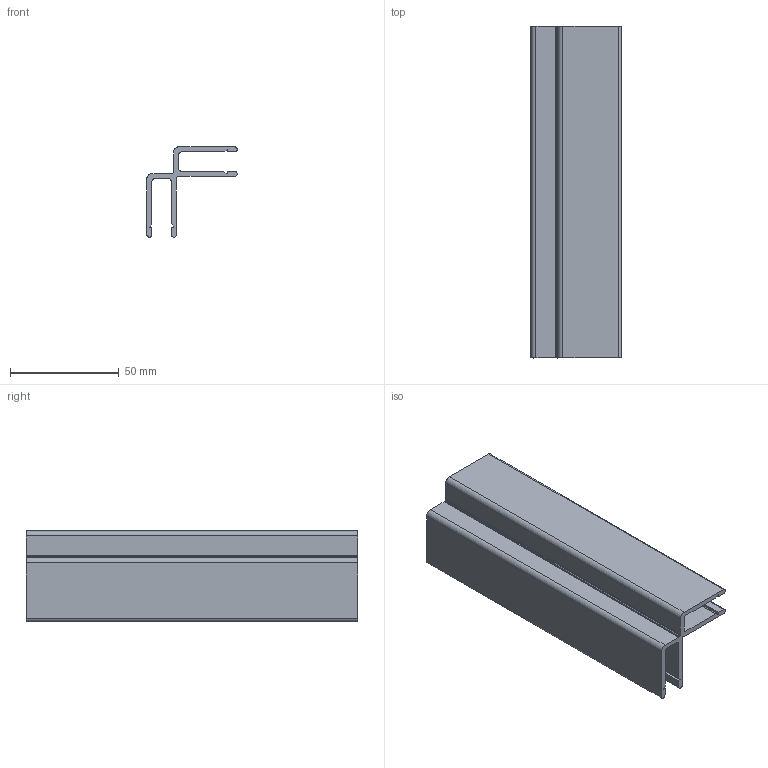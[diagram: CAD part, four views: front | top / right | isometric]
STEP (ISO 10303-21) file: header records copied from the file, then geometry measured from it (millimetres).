
FILE_DESCRIPTION(('', 'CAx-IF Rec.Pracs.---Representation and Presentation of Product Manufacturing Information (PMI)---4.0---2014-10-13'),'2;1');
FILE_NAME('SG1973.STP', '2023-03-15T14:22:12',(''), (''), 'Kubotek Kosmos Version 4.0.11086.11086', 'KeyCreator Pro', '');
FILE_SCHEMA(('AP242_MANAGED_MODEL_BASED_3D_ENGINEERING_MIM_LF { 1 0 10303 442 1 1 4 }'));
Length unit declared in the file: inch
Bounding box: 41.5 x 152.4 x 41.5 mm (x, y, z)
Volume: 47043.4 mm3; surface area: 41899.4 mm2
Topology: 1 solids, 1 shells, 46 faces, 132 edges, 88 vertices
Faces by surface type: plane 28, cylinder 18
Entity records: 1545 total; most frequent: CARTESIAN_POINT 267, ORIENTED_EDGE 264, DIRECTION 262, EDGE_CURVE 132, VECTOR 96, LINE 96, VERTEX_POINT 88, AXIS2_PLACEMENT_3D 83
